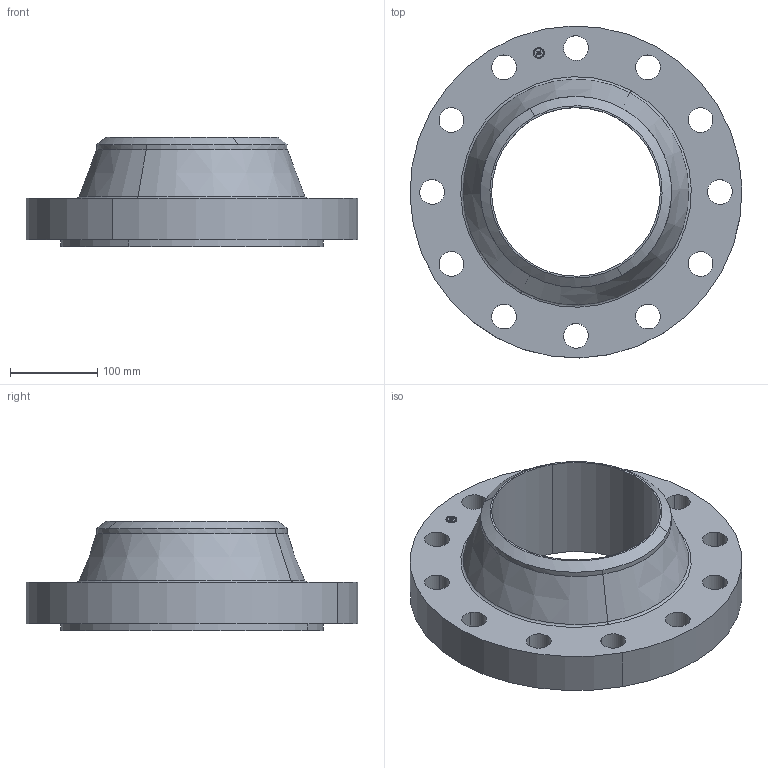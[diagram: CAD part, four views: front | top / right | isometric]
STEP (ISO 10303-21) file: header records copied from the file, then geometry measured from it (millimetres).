
FILE_DESCRIPTION(('3D STEP'),'2;1');
FILE_NAME('8-400-WELD-NECK-RTJ-XH-FLANGE.stp','2013-03-09T16:33:19+00:00',('Texas Flange'),(''),'CATIA Version 5 Release 20 SP 6 (IN-10)','CATIA V5 STEP AP214','800-826-3801');
FILE_SCHEMA(('AUTOMOTIVE_DESIGN { 1 0 10303 214 1 1 1 1 }'));
Length unit declared in the file: inch
Products named in the file (1): 8-400-WELD-NECK-RTJ-XH-FLANGE
Bounding box: 380.89 x 380.89 x 125.3 mm (x, y, z)
Volume: 4913220.3 mm3; surface area: 389266.4 mm2
Topology: 1 solids, 1 shells, 437 faces, 1234 edges, 820 vertices
Faces by surface type: plane 371, cylinder 52, cone 8, torus 6
Entity records: 16873 total; most frequent: CARTESIAN_POINT 2509, ORIENTED_EDGE 2468, DIRECTION 2055, EDGE_CURVE 1234, VECTOR 1104, LINE 1104, VERTEX_POINT 820, AXIS2_PLACEMENT_3D 540
